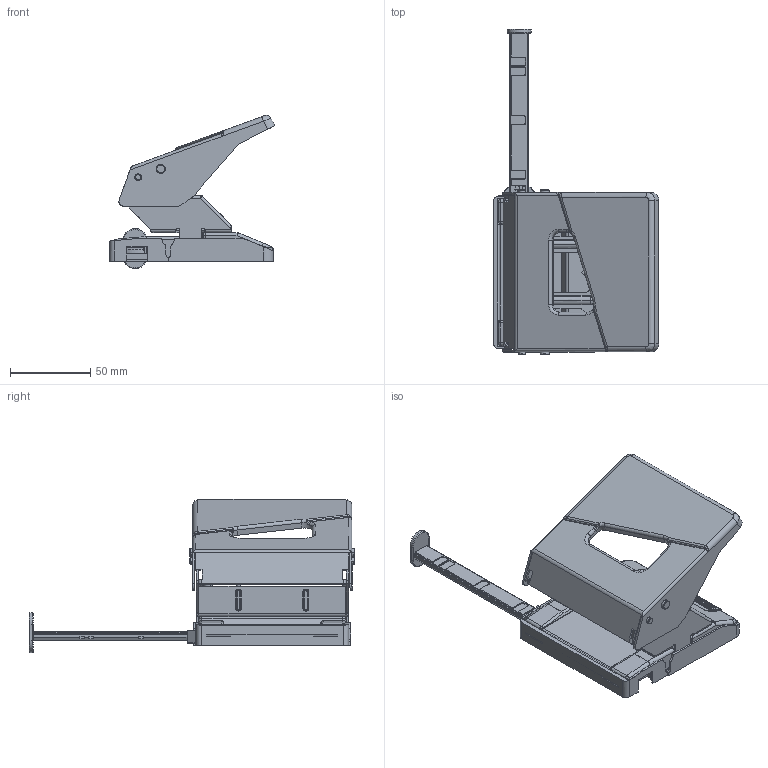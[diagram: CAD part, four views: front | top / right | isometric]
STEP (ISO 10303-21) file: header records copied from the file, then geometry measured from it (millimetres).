
FILE_DESCRIPTION(('CATIA V5 STEP Exchange','CAx-IF Rec.Pracs.--- Model Styling and Organization---1.5--- 2016-08-15','CAx-IF Rec.Pracs.---Supplemental Geometry---1.0---2011-11-01','CAx-IF Rec.Pracs.--- Composite Materials ---3.4---2017-06-13','CAx-IF Rec.Pracs.---Tessellated 3D Geometry---1.0---2015-12-17'),'2;1');
FILE_NAME('Locher.stp','2023-09-04T09:47:18+00:00',('none'),('none'),'CATIA Version 5-6 Release 2022 SP3','CATIA V5 STEP AP242 v2','none');
FILE_SCHEMA(('AP242_MANAGED_MODEL_BASED_3D_ENGINEERING_MIM_LF {1 0 10303 442 1 1 4}'));
Products named in the file (13): Locher; Lochstempel; Schwenkachse; Druckachse; Stempelhalteblech; Schwenkplatte; Unterbaugruppe_Gestell; Fuehrungsplatte; Grundplatte; Feder; Bodenschale_(Ebenenkonstr); Raststueck; Format-Schiene
Assembly tree (12 placements, depth 3):
  Locher
    Lochstempel
    Schwenkachse
    Druckachse
    Stempelhalteblech
    Schwenkplatte
    Unterbaugruppe_Gestell
      Fuehrungsplatte
      Grundplatte
    Feder
    Bodenschale_(Ebenenkonstr)
    Raststueck
    Format-Schiene
Bounding box: 103.13 x 203 x 95.51 mm (x, y, z)
Volume: 81684.7 mm3; surface area: 125283 mm2
Topology: 11 solids, 11 shells, 1687 faces, 4491 edges, 2787 vertices
Faces by surface type: plane 709, cylinder 541, bspline 190, torus 138, extrusion 62, sphere 38, cone 9
Entity records: 63848 total; most frequent: CARTESIAN_POINT 26203, ORIENTED_EDGE 8878, DIRECTION 5645, EDGE_CURVE 4439, VERTEX_POINT 2787, VECTOR 2541, LINE 2479, AXIS2_PLACEMENT_3D 2041
